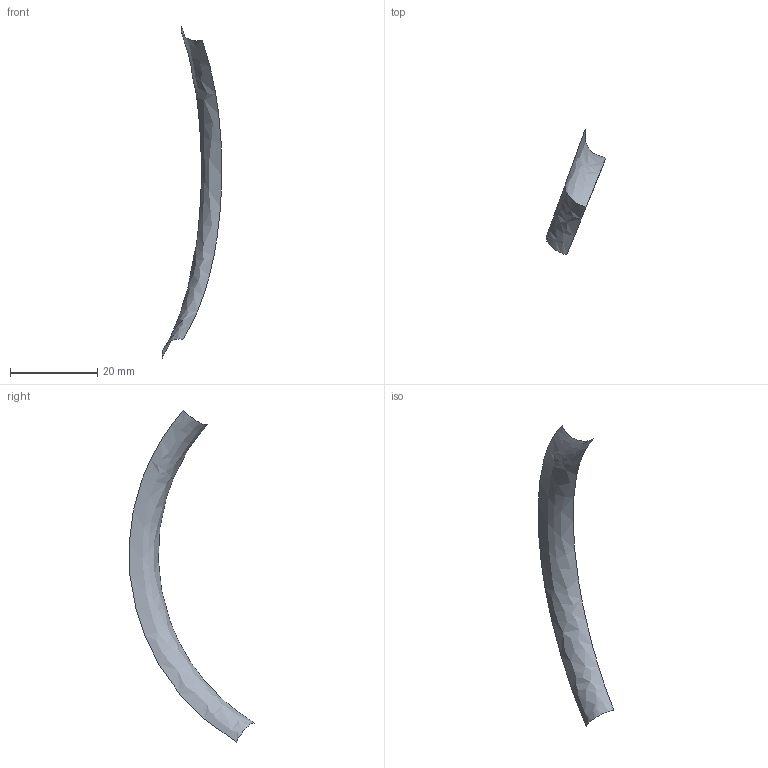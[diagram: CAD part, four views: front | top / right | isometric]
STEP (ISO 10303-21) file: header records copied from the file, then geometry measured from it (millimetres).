
FILE_DESCRIPTION(('c2-db-214','Test','Test Part'),'2;1');
FILE_NAME('TestModel','2001-08-31T15:59:28+01:00',('Winfried Weber'),('debis','GS CADCAM','Leinfelden'),'T-Systems, debis Systemhaus: CATIA-->STEP Version 4.1.1','CATIA','WW');
FILE_SCHEMA(('AUTOMOTIVE_DESIGN { 1 0 10303 214 0 1 1 1 }'));
Length unit declared in the file: millimetre
Products named in the file (1): c2-db-214
Bounding box: 13.71 x 28.8 x 76.07 mm (x, y, z)
Surface area: 763.8 mm2 (no closed solid volume)
Topology: 0 solids, 1 shells, 1 faces, 5 edges, 6 vertices
Faces by surface type: bspline 1
Entity records: 339 total; most frequent: CARTESIAN_POINT 253, B_SPLINE_CURVE_WITH_KNOTS 5, DIRECTION 4, VECTOR 4, LINE 4, PCURVE 4, DEFINITIONAL_REPRESENTATION 4, VERTEX_POINT 4
